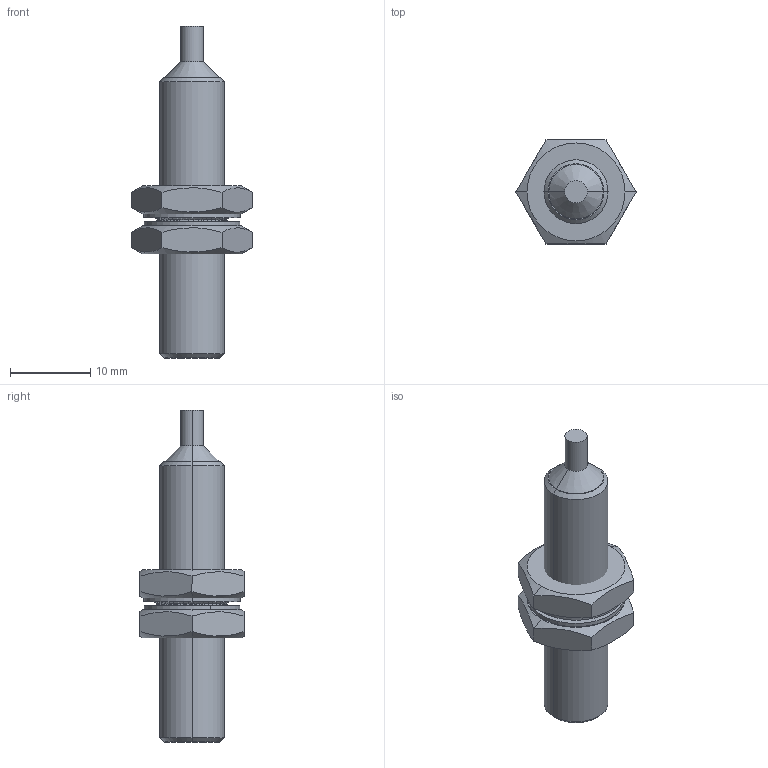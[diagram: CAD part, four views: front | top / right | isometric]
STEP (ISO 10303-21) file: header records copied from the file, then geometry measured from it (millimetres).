
FILE_DESCRIPTION (( 'STEP AP214' ), '1' );
FILE_NAME ('M8-傻倰ょす俋褲.STEP', '2015-09-23T08:44:20', ( '' ), ( '' ), 'SwSTEP 2.0', 'SolidWorks 2013', '' );
FILE_SCHEMA (( 'AUTOMOTIVE_DESIGN' ));
Length unit declared in the file: millimetre
Products named in the file (1): M8-傻倰ょす俋褲
Bounding box: 15.01 x 13 x 41.5 mm (x, y, z)
Volume: 2590.2 mm3; surface area: 2306.8 mm2
Topology: 5 solids, 5 shells, 643 faces, 1828 edges, 1196 vertices
Faces by surface type: plane 473, cylinder 114, cone 54, torus 2
Entity records: 21006 total; most frequent: CARTESIAN_POINT 3916, ORIENTED_EDGE 3656, DIRECTION 3366, EDGE_CURVE 1828, LINE 1530, VECTOR 1530, VERTEX_POINT 1196, AXIS2_PLACEMENT_3D 918
